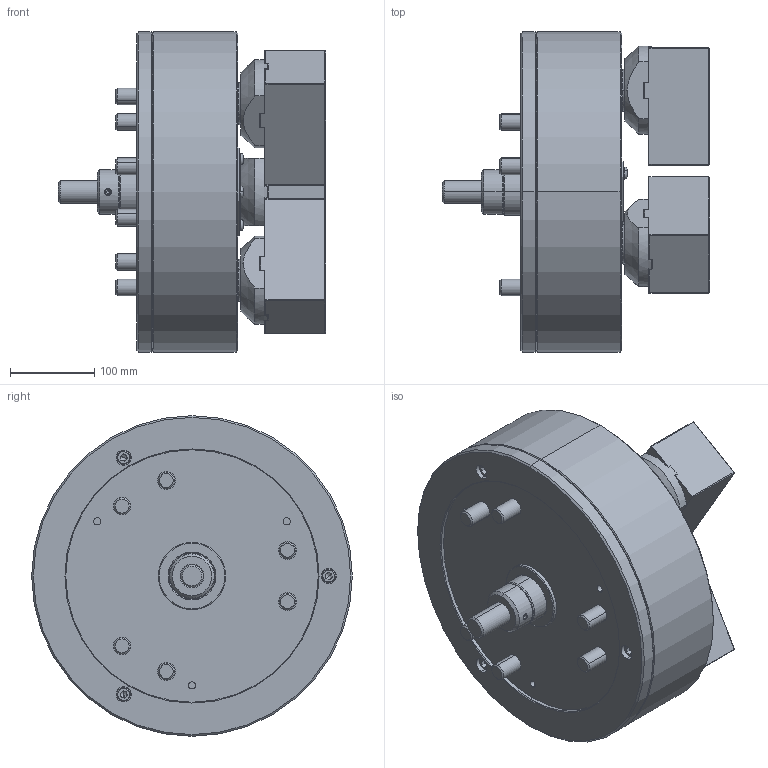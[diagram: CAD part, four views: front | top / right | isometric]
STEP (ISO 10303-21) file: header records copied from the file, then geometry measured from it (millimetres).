
FILE_DESCRIPTION (( 'STEP AP203' ), '1' );
FILE_NAME ('CF-3W-15.STEP', '2019-07-18T09:24:13', ( '' ), ( '' ), 'SwSTEP 2.0', 'SolidWorks 2016', '' );
FILE_SCHEMA (( 'CONFIG_CONTROL_DESIGN' ));
Length unit declared in the file: millimetre
Products named in the file (17): CF-3W-15-14000; CF-3W-15-03000; CF-3W-15-11000; CF-3W-15-04000; 錐平頭六角孔螺栓_M5x10; 圓頭內六角螺栓_M8x16; CF-3W-15-16000; CF-3W-15-07000_000; 圓頭內六角螺栓_M20x120; CF-3W-15-10000; 3W-15-17000; 半圓頭六角孔螺栓_M8x12; 圓頭內六角螺栓_M16x30; 圓頭內六角螺栓_M10x25; CF-3W-15; 無頭六角孔螺絲_M8x12; CF-3W-15-01000
Assembly tree (58 placements, depth 2):
  CF-3W-15
    CF-3W-15-01000
    CF-3W-15-03000  x3
    CF-3W-15-04000  x3
    圓頭內六角螺栓_M8x16  x12
    CF-3W-15-07000_000
    CF-3W-15-10000
    半圓頭六角孔螺栓_M8x12  x3
    圓頭內六角螺栓_M10x25  x3
    無頭六角孔螺絲_M8x12
    CF-3W-15-14000
    CF-3W-15-11000
    錐平頭六角孔螺栓_M5x10  x12
    CF-3W-15-16000
    圓頭內六角螺栓_M20x120  x6
    3W-15-17000  x3
    圓頭內六角螺栓_M16x30  x6
Bounding box: 317.42 x 381 x 381 mm (x, y, z)
Volume: 14450272.6 mm3; surface area: 1344430.9 mm2
Topology: 58 solids, 58 shells, 1860 faces, 4402 edges, 2653 vertices
Faces by surface type: plane 929, cylinder 473, cone 428, torus 18, sphere 12
Entity records: 21099 total; most frequent: DIRECTION 3434, CARTESIAN_POINT 3219, ORIENTED_EDGE 2848, EDGE_CURVE 1424, AXIS2_PLACEMENT_3D 1342, VERTEX_POINT 895, EDGE_LOOP 759, LINE 750
